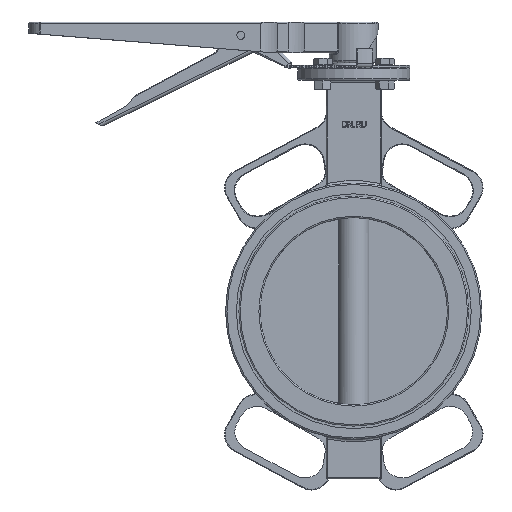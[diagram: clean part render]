
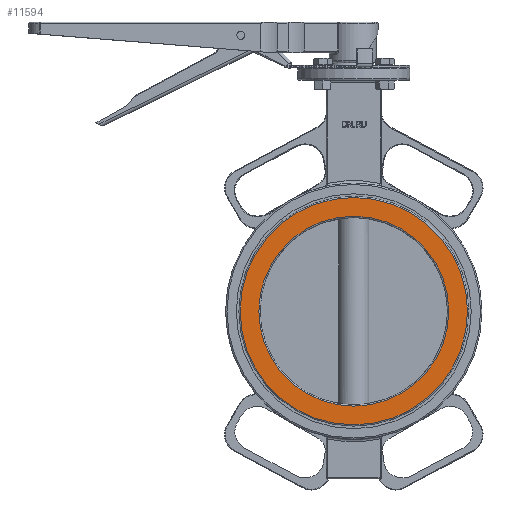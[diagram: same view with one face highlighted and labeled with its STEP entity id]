
A CAD part, top view. The second image highlights one B-rep face of the part: STEP entity #11594.
In plain terms, the highlighted planar face has unit normal (0, 0, 1).
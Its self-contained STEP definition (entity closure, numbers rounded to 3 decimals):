
#226=FACE_BOUND('',#3978,.T.);
#394=PLANE('',#12739);
#3308=FACE_OUTER_BOUND('',#3977,.T.);
#3977=EDGE_LOOP('',(#9258));
#3978=EDGE_LOOP('',(#9259));
#4855=CIRCLE('',#12735,76.);
#4859=CIRCLE('',#12740,91.);
#5647=VERTEX_POINT('',#19475);
#5650=VERTEX_POINT('',#19483);
#6970=EDGE_CURVE('',#5647,#5647,#4855,.T.);
#6974=EDGE_CURVE('',#5650,#5650,#4859,.T.);
#9258=ORIENTED_EDGE('',*,*,#6974,.F.);
#9259=ORIENTED_EDGE('',*,*,#6970,.F.);
#11594=ADVANCED_FACE('',(#3308,#226),#394,.T.);
#12735=AXIS2_PLACEMENT_3D('',#19476,#14905,#14906);
#12739=AXIS2_PLACEMENT_3D('',#19482,#14913,#14914);
#12740=AXIS2_PLACEMENT_3D('',#19484,#14915,#14916);
#14905=DIRECTION('center_axis',(0.,0.,1.));
#14906=DIRECTION('ref_axis',(-1.,0.,0.));
#14913=DIRECTION('center_axis',(0.,0.,1.));
#14914=DIRECTION('ref_axis',(1.,0.,0.));
#14915=DIRECTION('center_axis',(0.,0.,-1.));
#14916=DIRECTION('ref_axis',(-1.,0.,0.));
#19475=CARTESIAN_POINT('',(76.,0.,29.));
#19476=CARTESIAN_POINT('Origin',(0.,0.,29.));
#19482=CARTESIAN_POINT('Origin',(0.,0.,29.));
#19483=CARTESIAN_POINT('',(-91.,0.,29.));
#19484=CARTESIAN_POINT('Origin',(0.,0.,29.));
